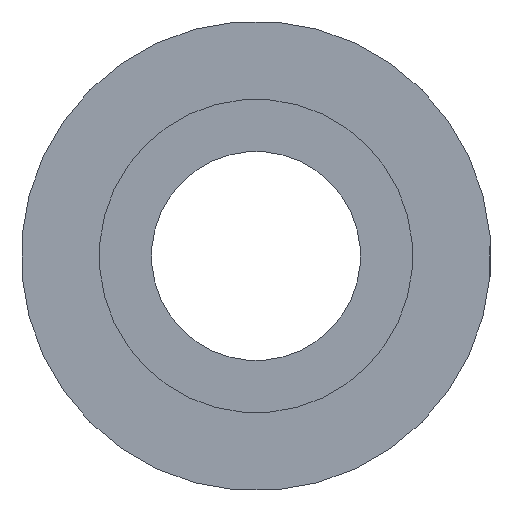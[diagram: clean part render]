
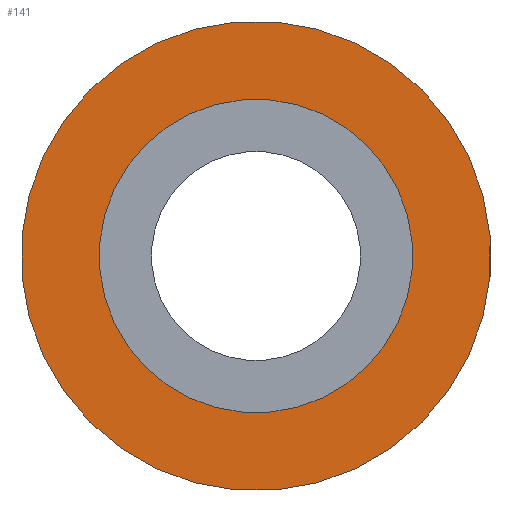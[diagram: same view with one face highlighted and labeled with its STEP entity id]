
A CAD part, front view. The second image highlights one B-rep face of the part: STEP entity #141.
In plain terms, the highlighted planar face has unit normal (0, -1, 0).
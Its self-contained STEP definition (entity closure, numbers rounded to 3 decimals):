
#37=CARTESIAN_POINT('POINT5',(-0.199,4.437,
   0.926));
#38=VERTEX_POINT('VERTEX5',#37);
#45=CARTESIAN_POINT('POINT6',(0.199,4.437,
   1.324));
#46=VERTEX_POINT('VERTEX6',#45);
#47=CARTESIAN_POINT('POS5',(0.,4.437,1.125));
#48=DIRECTION('DIR8',(0.,-1.,0.));
#49=DIRECTION('DIR9',(0.707,0.,
   0.707));
#50=AXIS2_PLACEMENT_3D('AXIS4',#47,#48,#49);
#51=CIRCLE('ELLIPSE3',#50,0.281);
#52=EDGE_CURVE('EDGE6',#46,#38,#51,.T.);
#72=EDGE_CURVE('EDGE8',#38,#46,#51,.T.);
#117=CARTESIAN_POINT('POINT9',(0.133,4.437,
   1.258));
#118=VERTEX_POINT('VERTEX9',#117);
#119=CARTESIAN_POINT('POINT10',(-0.133,4.437,
   0.992));
#120=VERTEX_POINT('VERTEX10',#119);
#121=CARTESIAN_POINT('POS12',(0.,4.437,1.125));
#122=DIRECTION('DIR19',(0.,1.,0.));
#123=DIRECTION('DIR20',(0.707,0.,
   0.707));
#124=AXIS2_PLACEMENT_3D('AXIS8',#121,#122,#123);
#125=CIRCLE('ELLIPSE5',#124,0.188);
#126=EDGE_CURVE('EDGE13',#118,#120,#125,.T.);
#127=ORIENTED_EDGE('COEDGE21',*,*,#126,.T.);
#128=EDGE_CURVE('EDGE14',#120,#118,#125,.T.);
#129=ORIENTED_EDGE('COEDGE22',*,*,#128,.T.);
#130=EDGE_LOOP('NONE',(#127,#129));
#131=FACE_BOUND('LOOP1',#130,.T.);
#132=ORIENTED_EDGE('COEDGE23',*,*,#72,.T.);
#133=ORIENTED_EDGE('COEDGE24',*,*,#52,.T.);
#134=EDGE_LOOP('NONE',(#132,#133));
#135=FACE_BOUND('LOOP1',#134,.T.);
#136=CARTESIAN_POINT('POS13',(0.,4.437,1.125));
#137=DIRECTION('DIR21',(0.,1.,0.));
#138=DIRECTION('DIR22',(1.,0.,0.));
#139=AXIS2_PLACEMENT_3D('AXIS9',#136,#137,#138);
#140=PLANE('PLANE2',#139);
#141=ADVANCED_FACE('FACE6',(#131,#135),#140,.F.);
